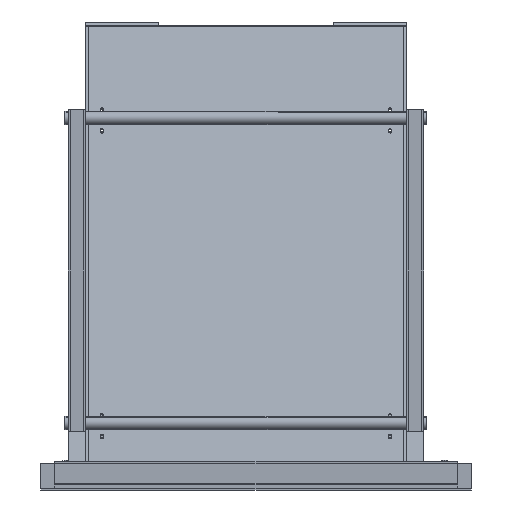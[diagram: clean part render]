
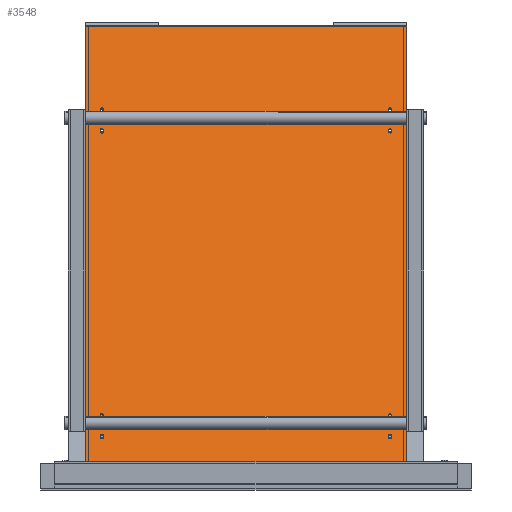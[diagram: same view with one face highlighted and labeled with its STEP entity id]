
A CAD part, front view. The second image highlights one B-rep face of the part: STEP entity #3548.
In plain terms, the highlighted face is planar.
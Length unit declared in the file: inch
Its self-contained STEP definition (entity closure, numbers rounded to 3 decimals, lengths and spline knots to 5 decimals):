
#381=FACE_BOUND('',#1019,.T.);
#382=FACE_BOUND('',#1020,.T.);
#383=FACE_BOUND('',#1021,.T.);
#384=FACE_BOUND('',#1022,.T.);
#385=FACE_BOUND('',#1023,.T.);
#386=FACE_BOUND('',#1024,.T.);
#387=FACE_BOUND('',#1025,.T.);
#388=FACE_BOUND('',#1026,.T.);
#520=CIRCLE('',#4015,0.1325);
#521=CIRCLE('',#4016,0.1325);
#522=CIRCLE('',#4017,0.1325);
#523=CIRCLE('',#4018,0.1325);
#524=CIRCLE('',#4019,0.1325);
#525=CIRCLE('',#4020,0.1325);
#526=CIRCLE('',#4021,0.1325);
#527=CIRCLE('',#4022,0.1325);
#698=FACE_OUTER_BOUND('',#1018,.T.);
#1018=EDGE_LOOP('',(#3040,#3041,#3042,#3043));
#1019=EDGE_LOOP('',(#3044));
#1020=EDGE_LOOP('',(#3045));
#1021=EDGE_LOOP('',(#3046));
#1022=EDGE_LOOP('',(#3047));
#1023=EDGE_LOOP('',(#3048));
#1024=EDGE_LOOP('',(#3049));
#1025=EDGE_LOOP('',(#3050));
#1026=EDGE_LOOP('',(#3051));
#1344=LINE('',#6094,#1632);
#1345=LINE('',#6096,#1633);
#1346=LINE('',#6098,#1634);
#1347=LINE('',#6099,#1635);
#1632=VECTOR('',#4824,24.);
#1633=VECTOR('',#4825,36.);
#1634=VECTOR('',#4826,24.);
#1635=VECTOR('',#4827,36.);
#1935=VERTEX_POINT('',#6092);
#1936=VERTEX_POINT('',#6093);
#1937=VERTEX_POINT('',#6095);
#1938=VERTEX_POINT('',#6097);
#1939=VERTEX_POINT('',#6100);
#1940=VERTEX_POINT('',#6102);
#1941=VERTEX_POINT('',#6104);
#1942=VERTEX_POINT('',#6106);
#1943=VERTEX_POINT('',#6108);
#1944=VERTEX_POINT('',#6110);
#1945=VERTEX_POINT('',#6112);
#1946=VERTEX_POINT('',#6114);
#2326=EDGE_CURVE('',#1935,#1936,#1344,.T.);
#2327=EDGE_CURVE('',#1936,#1937,#1345,.T.);
#2328=EDGE_CURVE('',#1937,#1938,#1346,.T.);
#2329=EDGE_CURVE('',#1938,#1935,#1347,.T.);
#2330=EDGE_CURVE('',#1939,#1939,#520,.T.);
#2331=EDGE_CURVE('',#1940,#1940,#521,.T.);
#2332=EDGE_CURVE('',#1941,#1941,#522,.T.);
#2333=EDGE_CURVE('',#1942,#1942,#523,.T.);
#2334=EDGE_CURVE('',#1943,#1943,#524,.T.);
#2335=EDGE_CURVE('',#1944,#1944,#525,.T.);
#2336=EDGE_CURVE('',#1945,#1945,#526,.T.);
#2337=EDGE_CURVE('',#1946,#1946,#527,.T.);
#3040=ORIENTED_EDGE('',*,*,#2326,.T.);
#3041=ORIENTED_EDGE('',*,*,#2327,.T.);
#3042=ORIENTED_EDGE('',*,*,#2328,.T.);
#3043=ORIENTED_EDGE('',*,*,#2329,.T.);
#3044=ORIENTED_EDGE('',*,*,#2330,.F.);
#3045=ORIENTED_EDGE('',*,*,#2331,.F.);
#3046=ORIENTED_EDGE('',*,*,#2332,.F.);
#3047=ORIENTED_EDGE('',*,*,#2333,.F.);
#3048=ORIENTED_EDGE('',*,*,#2334,.F.);
#3049=ORIENTED_EDGE('',*,*,#2335,.F.);
#3050=ORIENTED_EDGE('',*,*,#2336,.F.);
#3051=ORIENTED_EDGE('',*,*,#2337,.F.);
#3378=PLANE('',#4014);
#3548=ADVANCED_FACE('',(#698,#381,#382,#383,#384,#385,#386,#387,#388),#3378,
 .F.);
#4014=AXIS2_PLACEMENT_3D('',#6091,#4822,#4823);
#4015=AXIS2_PLACEMENT_3D('',#6101,#4828,#4829);
#4016=AXIS2_PLACEMENT_3D('',#6103,#4830,#4831);
#4017=AXIS2_PLACEMENT_3D('',#6105,#4832,#4833);
#4018=AXIS2_PLACEMENT_3D('',#6107,#4834,#4835);
#4019=AXIS2_PLACEMENT_3D('',#6109,#4836,#4837);
#4020=AXIS2_PLACEMENT_3D('',#6111,#4838,#4839);
#4021=AXIS2_PLACEMENT_3D('',#6113,#4840,#4841);
#4022=AXIS2_PLACEMENT_3D('',#6115,#4842,#4843);
#4822=DIRECTION('center_axis',(0.,1.,0.));
#4823=DIRECTION('ref_axis',(1.,0.,0.));
#4824=DIRECTION('',(1.,0.,0.));
#4825=DIRECTION('',(0.,0.,1.));
#4826=DIRECTION('',(-1.,0.,0.));
#4827=DIRECTION('',(0.,0.,-1.));
#4828=DIRECTION('center_axis',(0.,-1.,0.));
#4829=DIRECTION('ref_axis',(0.,0.,-1.));
#4830=DIRECTION('center_axis',(0.,-1.,0.));
#4831=DIRECTION('ref_axis',(0.,0.,-1.));
#4832=DIRECTION('center_axis',(0.,-1.,0.));
#4833=DIRECTION('ref_axis',(0.,0.,-1.));
#4834=DIRECTION('center_axis',(0.,-1.,0.));
#4835=DIRECTION('ref_axis',(0.,0.,-1.));
#4836=DIRECTION('center_axis',(0.,-1.,0.));
#4837=DIRECTION('ref_axis',(0.,0.,1.));
#4838=DIRECTION('center_axis',(0.,-1.,0.));
#4839=DIRECTION('ref_axis',(0.,0.,1.));
#4840=DIRECTION('center_axis',(0.,-1.,0.));
#4841=DIRECTION('ref_axis',(0.,0.,1.));
#4842=DIRECTION('center_axis',(0.,-1.,0.));
#4843=DIRECTION('ref_axis',(0.,0.,1.));
#6091=CARTESIAN_POINT('Origin',(0.,0.,0.));
#6092=CARTESIAN_POINT('',(-12.,0.,-18.));
#6093=CARTESIAN_POINT('',(12.,0.,-18.));
#6094=CARTESIAN_POINT('',(-12.,0.,-18.));
#6095=CARTESIAN_POINT('',(12.,0.,18.));
#6096=CARTESIAN_POINT('',(12.,0.,-18.));
#6097=CARTESIAN_POINT('',(-12.,0.,18.));
#6098=CARTESIAN_POINT('',(12.,0.,18.));
#6099=CARTESIAN_POINT('',(-12.,0.,18.));
#6100=CARTESIAN_POINT('',(10.75,0.,14.1175));
#6101=CARTESIAN_POINT('Origin',(10.75,0.,14.25));
#6102=CARTESIAN_POINT('',(10.75,0.,12.4925));
#6103=CARTESIAN_POINT('Origin',(10.75,0.,12.625));
#6104=CARTESIAN_POINT('',(10.75,0.,-9.8825));
#6105=CARTESIAN_POINT('Origin',(10.75,0.,-9.75));
#6106=CARTESIAN_POINT('',(10.75,0.,-11.5075));
#6107=CARTESIAN_POINT('Origin',(10.75,0.,-11.375));
#6108=CARTESIAN_POINT('',(-10.75,0.,14.3825));
#6109=CARTESIAN_POINT('Origin',(-10.75,0.,14.25));
#6110=CARTESIAN_POINT('',(-10.75,0.,12.7575));
#6111=CARTESIAN_POINT('Origin',(-10.75,0.,12.625));
#6112=CARTESIAN_POINT('',(-10.75,0.,-9.6175));
#6113=CARTESIAN_POINT('Origin',(-10.75,0.,-9.75));
#6114=CARTESIAN_POINT('',(-10.75,0.,-11.2425));
#6115=CARTESIAN_POINT('Origin',(-10.75,0.,-11.375));
